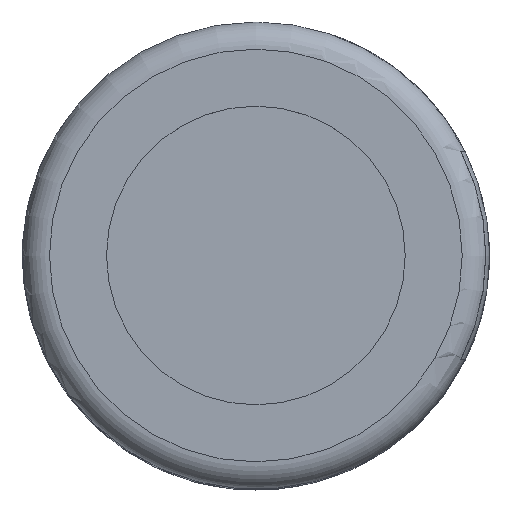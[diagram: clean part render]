
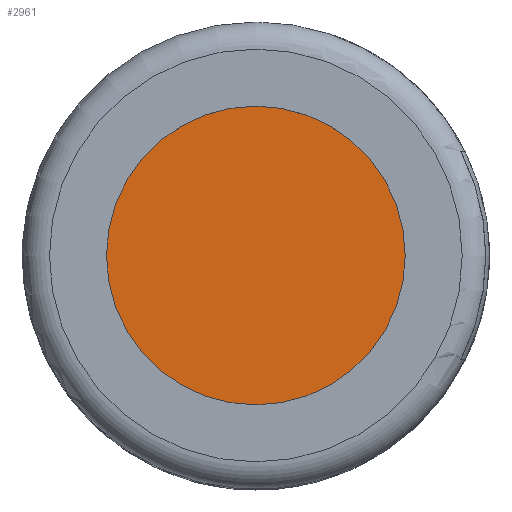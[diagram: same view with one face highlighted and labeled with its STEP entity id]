
A CAD part, top view. The second image highlights one B-rep face of the part: STEP entity #2961.
In plain terms, the highlighted planar face has unit normal (0, 0, 1).
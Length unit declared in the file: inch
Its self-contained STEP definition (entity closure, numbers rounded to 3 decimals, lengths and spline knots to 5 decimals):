
#203=PLANE('',#3126);
#368=FACE_OUTER_BOUND('',#554,.T.);
#554=EDGE_LOOP('',(#2766));
#816=CIRCLE('',#3124,0.165);
#1466=VERTEX_POINT('',#7064);
#1902=EDGE_CURVE('',#1466,#1466,#816,.T.);
#2766=ORIENTED_EDGE('',*,*,#1902,.F.);
#2961=ADVANCED_FACE('',(#368),#203,.T.);
#3124=AXIS2_PLACEMENT_3D('',#7065,#3624,#3625);
#3126=AXIS2_PLACEMENT_3D('',#7068,#3628,#3629);
#3624=DIRECTION('center_axis',(0.,0.,-1.));
#3625=DIRECTION('ref_axis',(-1.,0.,0.));
#3628=DIRECTION('center_axis',(0.,0.,1.));
#3629=DIRECTION('ref_axis',(1.,0.,0.));
#7064=CARTESIAN_POINT('',(0.165,0.,0.785));
#7065=CARTESIAN_POINT('Origin',(0.,0.,0.785));
#7068=CARTESIAN_POINT('Origin',(0.,0.,
0.785));
